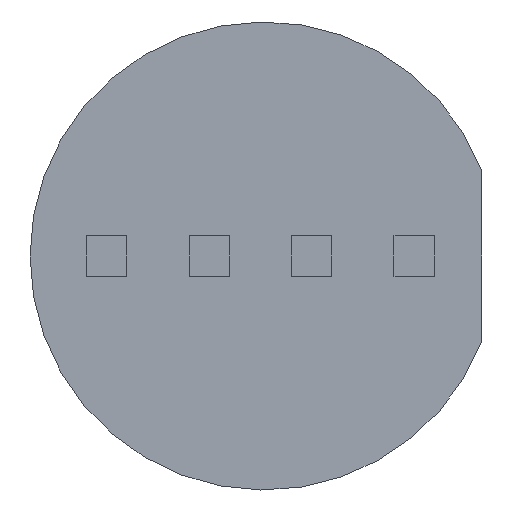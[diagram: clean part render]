
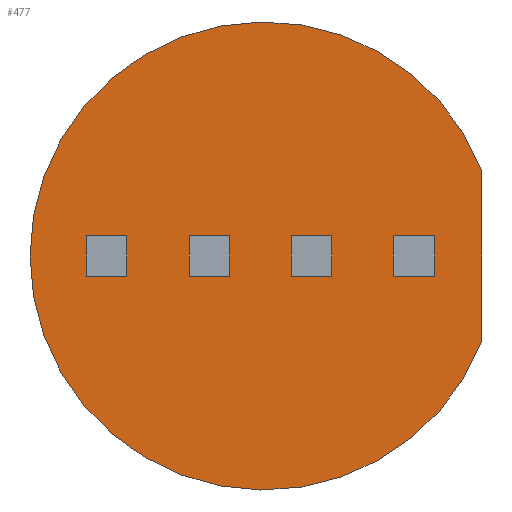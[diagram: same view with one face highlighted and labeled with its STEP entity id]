
A CAD part, front view. The second image highlights one B-rep face of the part: STEP entity #477.
In plain terms, the highlighted planar face has unit normal (0, -1, 0).
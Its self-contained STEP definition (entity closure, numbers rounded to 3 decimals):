
#26=LINE('',#793,#79);
#79=VECTOR('',#592,1000.);
#140=PLANE('',#535);
#172=FACE_OUTER_BOUND('',#205,.T.);
#205=EDGE_LOOP('',(#359,#360));
#239=CIRCLE('',#534,2.9);
#249=VERTEX_POINT('',#787);
#250=VERTEX_POINT('',#789);
#292=EDGE_CURVE('',#249,#250,#239,.T.);
#294=EDGE_CURVE('',#250,#249,#26,.T.);
#359=ORIENTED_EDGE('',*,*,#292,.F.);
#360=ORIENTED_EDGE('',*,*,#294,.F.);
#477=ADVANCED_FACE('',(#172),#140,.F.);
#534=AXIS2_PLACEMENT_3D('',#790,#587,#588);
#535=AXIS2_PLACEMENT_3D('',#792,#590,#591);
#587=DIRECTION('center_axis',(0.,1.,0.));
#588=DIRECTION('ref_axis',(0.,0.,
-1.));
#590=DIRECTION('center_axis',(0.,1.,0.));
#591=DIRECTION('ref_axis',(0.,0.,
-1.));
#592=DIRECTION('',(0.,0.,-1.));
#787=CARTESIAN_POINT('',(2.7,5.,-1.058));
#789=CARTESIAN_POINT('',(2.7,5.,1.058));
#790=CARTESIAN_POINT('Origin',(0.,5.,0.));
#792=CARTESIAN_POINT('Origin',(0.,5.,0.));
#793=CARTESIAN_POINT('',(2.7,5.,1.058));
